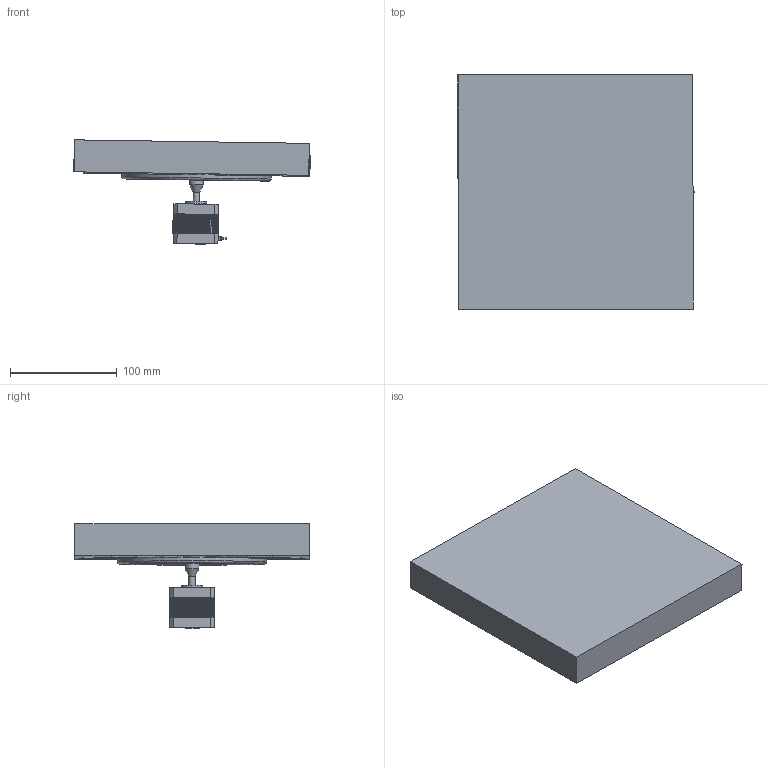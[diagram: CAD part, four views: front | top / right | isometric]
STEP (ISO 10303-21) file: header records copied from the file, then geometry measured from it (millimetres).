
FILE_DESCRIPTION(/* description */ (''),/* implementation_level */ '2;1');
FILE_NAME(/* name */ 'Rotating Table Mechanism v16.step',/* time_stamp */ '2022-02-24T17:31:01+05:00',/* author */ (''),/* organization */ (''),/* preprocessor_version */ 'ST-DEVELOPER v18.1',/* originating_system */ 'Autodesk Translation Framework v10.13.0.1454',/* authorisation */ '');
FILE_SCHEMA (('AUTOMOTIVE_DESIGN { 1 0 10303 214 3 1 1 }'));
Length unit declared in the file: millimetre
Products named in the file (5): Rotating Table Mechanism; Rotating Table Gear; Component1; R.Table Gear&Hydraulics; Component2
Assembly tree (4 placements, depth 3):
  Rotating Table Mechanism
    Rotating Table Gear
      Component1
    R.Table Gear&Hydraulics
    Component2
Bounding box: 221.75 x 220.42 x 97.84 mm (x, y, z)
Volume: 1936805.3 mm3; surface area: 246776.3 mm2
Topology: 8 solids, 8 shells, 888 faces, 2250 edges, 1492 vertices
Faces by surface type: plane 753, cylinder 114, torus 18, cone 3
Full cylindrical faces by diameter (mm): 1.2 x1, 1.3 x2, 1.6 x3, 2 x7, 3 x8, 6 x2, 7.5 x1, 8 x1, 10 x1, 12 x1, 13 x1, 20 x3, 24 x2, 40 x2, 50 x2, 70 x2, 90 x2, 140 x1
Entity records: 26641 total; most frequent: CARTESIAN_POINT 4640, ORIENTED_EDGE 4500, DIRECTION 4376, EDGE_CURVE 2250, LINE 1920, VECTOR 1920, VERTEX_POINT 1492, AXIS2_PLACEMENT_3D 1228
